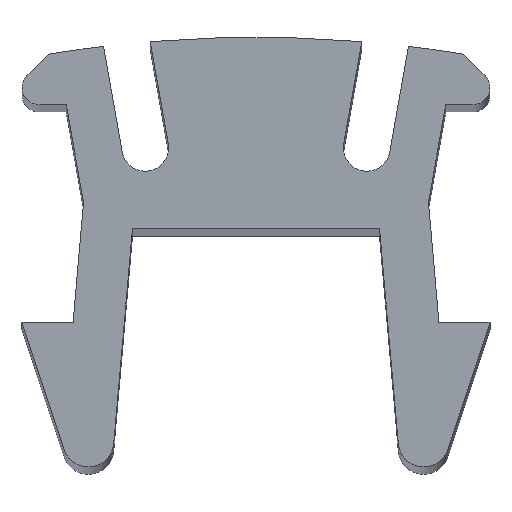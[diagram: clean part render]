
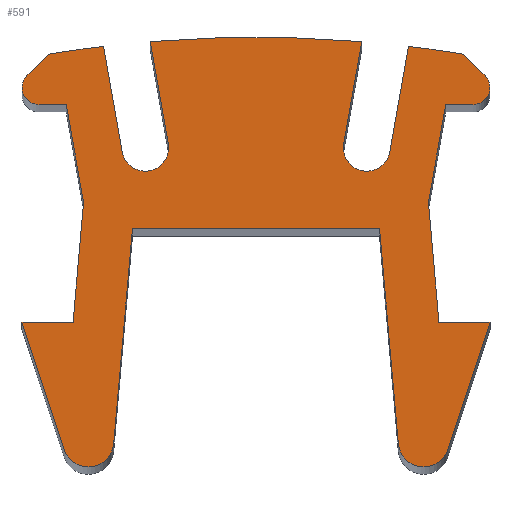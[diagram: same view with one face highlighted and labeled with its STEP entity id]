
A CAD part, top view. The second image highlights one B-rep face of the part: STEP entity #591.
In plain terms, the highlighted planar face has unit normal (0, 0, 1).
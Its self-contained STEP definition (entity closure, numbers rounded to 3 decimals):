
#16=CIRCLE('',#618,0.6);
#18=CIRCLE('',#626,0.4);
#20=CIRCLE('',#630,30.);
#22=CIRCLE('',#634,0.55);
#24=CIRCLE('',#638,30.);
#26=CIRCLE('',#642,0.55);
#28=CIRCLE('',#646,30.);
#30=CIRCLE('',#650,0.4);
#32=CIRCLE('',#658,0.6);
#70=FACE_OUTER_BOUND('',#100,.T.);
#100=EDGE_LOOP('',(#486,#487,#488,#489,#490,#491,#492,#493,#494,#495,#496,
#497,#498,#499,#500,#501,#502,#503,#504,#505,#506,#507,#508,#509,#510,#511,
#512,#513));
#104=LINE('',#833,#170);
#107=LINE('',#839,#173);
#110=LINE('',#845,#176);
#114=LINE('',#857,#180);
#117=LINE('',#863,#183);
#120=LINE('',#869,#186);
#123=LINE('',#875,#189);
#126=LINE('',#881,#192);
#130=LINE('',#893,#196);
#134=LINE('',#905,#200);
#138=LINE('',#917,#204);
#142=LINE('',#929,#208);
#146=LINE('',#941,#212);
#150=LINE('',#953,#216);
#154=LINE('',#965,#220);
#157=LINE('',#971,#223);
#160=LINE('',#977,#226);
#163=LINE('',#983,#229);
#166=LINE('',#989,#232);
#170=VECTOR('',#667,10.);
#173=VECTOR('',#672,10.);
#176=VECTOR('',#677,10.);
#180=VECTOR('',#689,10.);
#183=VECTOR('',#694,10.);
#186=VECTOR('',#699,10.);
#189=VECTOR('',#704,10.);
#192=VECTOR('',#709,10.);
#196=VECTOR('',#721,10.);
#200=VECTOR('',#733,10.);
#204=VECTOR('',#745,10.);
#208=VECTOR('',#757,10.);
#212=VECTOR('',#769,10.);
#216=VECTOR('',#781,10.);
#220=VECTOR('',#793,10.);
#223=VECTOR('',#798,10.);
#226=VECTOR('',#803,10.);
#229=VECTOR('',#808,10.);
#232=VECTOR('',#813,10.);
#236=VERTEX_POINT('',#830);
#237=VERTEX_POINT('',#832);
#239=VERTEX_POINT('',#838);
#241=VERTEX_POINT('',#844);
#243=VERTEX_POINT('',#850);
#245=VERTEX_POINT('',#856);
#247=VERTEX_POINT('',#862);
#249=VERTEX_POINT('',#868);
#251=VERTEX_POINT('',#874);
#253=VERTEX_POINT('',#880);
#255=VERTEX_POINT('',#886);
#257=VERTEX_POINT('',#892);
#259=VERTEX_POINT('',#898);
#261=VERTEX_POINT('',#904);
#263=VERTEX_POINT('',#910);
#265=VERTEX_POINT('',#916);
#267=VERTEX_POINT('',#922);
#269=VERTEX_POINT('',#928);
#271=VERTEX_POINT('',#934);
#273=VERTEX_POINT('',#940);
#275=VERTEX_POINT('',#946);
#277=VERTEX_POINT('',#952);
#279=VERTEX_POINT('',#958);
#281=VERTEX_POINT('',#964);
#283=VERTEX_POINT('',#970);
#285=VERTEX_POINT('',#976);
#287=VERTEX_POINT('',#982);
#289=VERTEX_POINT('',#988);
#292=EDGE_CURVE('',#237,#236,#104,.T.);
#295=EDGE_CURVE('',#239,#237,#107,.T.);
#298=EDGE_CURVE('',#241,#239,#110,.T.);
#301=EDGE_CURVE('',#243,#241,#16,.T.);
#304=EDGE_CURVE('',#245,#243,#114,.T.);
#307=EDGE_CURVE('',#247,#245,#117,.T.);
#310=EDGE_CURVE('',#249,#247,#120,.T.);
#313=EDGE_CURVE('',#251,#249,#123,.T.);
#316=EDGE_CURVE('',#253,#251,#126,.T.);
#319=EDGE_CURVE('',#255,#253,#18,.T.);
#322=EDGE_CURVE('',#257,#255,#130,.T.);
#325=EDGE_CURVE('',#259,#257,#20,.T.);
#328=EDGE_CURVE('',#261,#259,#134,.T.);
#331=EDGE_CURVE('',#263,#261,#22,.T.);
#334=EDGE_CURVE('',#265,#263,#138,.T.);
#337=EDGE_CURVE('',#267,#265,#24,.T.);
#340=EDGE_CURVE('',#269,#267,#142,.T.);
#343=EDGE_CURVE('',#271,#269,#26,.T.);
#346=EDGE_CURVE('',#273,#271,#146,.T.);
#349=EDGE_CURVE('',#275,#273,#28,.T.);
#352=EDGE_CURVE('',#277,#275,#150,.T.);
#355=EDGE_CURVE('',#279,#277,#30,.T.);
#358=EDGE_CURVE('',#281,#279,#154,.T.);
#361=EDGE_CURVE('',#283,#281,#157,.T.);
#364=EDGE_CURVE('',#285,#283,#160,.T.);
#367=EDGE_CURVE('',#287,#285,#163,.T.);
#370=EDGE_CURVE('',#289,#287,#166,.T.);
#373=EDGE_CURVE('',#236,#289,#32,.T.);
#486=ORIENTED_EDGE('',*,*,#373,.T.);
#487=ORIENTED_EDGE('',*,*,#370,.T.);
#488=ORIENTED_EDGE('',*,*,#367,.T.);
#489=ORIENTED_EDGE('',*,*,#364,.T.);
#490=ORIENTED_EDGE('',*,*,#361,.T.);
#491=ORIENTED_EDGE('',*,*,#358,.T.);
#492=ORIENTED_EDGE('',*,*,#355,.T.);
#493=ORIENTED_EDGE('',*,*,#352,.T.);
#494=ORIENTED_EDGE('',*,*,#349,.T.);
#495=ORIENTED_EDGE('',*,*,#346,.T.);
#496=ORIENTED_EDGE('',*,*,#343,.T.);
#497=ORIENTED_EDGE('',*,*,#340,.T.);
#498=ORIENTED_EDGE('',*,*,#337,.T.);
#499=ORIENTED_EDGE('',*,*,#334,.T.);
#500=ORIENTED_EDGE('',*,*,#331,.T.);
#501=ORIENTED_EDGE('',*,*,#328,.T.);
#502=ORIENTED_EDGE('',*,*,#325,.T.);
#503=ORIENTED_EDGE('',*,*,#322,.T.);
#504=ORIENTED_EDGE('',*,*,#319,.T.);
#505=ORIENTED_EDGE('',*,*,#316,.T.);
#506=ORIENTED_EDGE('',*,*,#313,.T.);
#507=ORIENTED_EDGE('',*,*,#310,.T.);
#508=ORIENTED_EDGE('',*,*,#307,.T.);
#509=ORIENTED_EDGE('',*,*,#304,.T.);
#510=ORIENTED_EDGE('',*,*,#301,.T.);
#511=ORIENTED_EDGE('',*,*,#298,.T.);
#512=ORIENTED_EDGE('',*,*,#295,.T.);
#513=ORIENTED_EDGE('',*,*,#292,.T.);
#561=PLANE('',#659);
#591=ADVANCED_FACE('',(#70),#561,.T.);
#618=AXIS2_PLACEMENT_3D('',#851,#683,#684);
#626=AXIS2_PLACEMENT_3D('',#887,#715,#716);
#630=AXIS2_PLACEMENT_3D('',#899,#727,#728);
#634=AXIS2_PLACEMENT_3D('',#911,#739,#740);
#638=AXIS2_PLACEMENT_3D('',#923,#751,#752);
#642=AXIS2_PLACEMENT_3D('',#935,#763,#764);
#646=AXIS2_PLACEMENT_3D('',#947,#775,#776);
#650=AXIS2_PLACEMENT_3D('',#959,#787,#788);
#658=AXIS2_PLACEMENT_3D('',#993,#819,#820);
#659=AXIS2_PLACEMENT_3D('',#994,#821,#822);
#667=DIRECTION('',(0.087,-0.996,0.));
#672=DIRECTION('',(1.,0.,0.));
#677=DIRECTION('',(0.087,0.996,0.));
#683=DIRECTION('center_axis',(0.,0.,1.));
#684=DIRECTION('ref_axis',(-0.949,-0.314,0.));
#689=DIRECTION('',(0.314,-0.949,0.));
#694=DIRECTION('',(-1.,0.,0.));
#699=DIRECTION('',(-0.087,-0.996,0.));
#704=DIRECTION('',(0.174,-0.985,0.));
#709=DIRECTION('',(1.,0.,0.));
#715=DIRECTION('center_axis',(0.,0.,1.));
#716=DIRECTION('ref_axis',(-0.707,0.707,0.));
#721=DIRECTION('',(-0.707,-0.707,0.));
#727=DIRECTION('center_axis',(0.,0.,1.));
#728=DIRECTION('ref_axis',(-0.119,0.993,0.));
#733=DIRECTION('',(-0.174,0.985,0.));
#739=DIRECTION('center_axis',(0.,0.,-1.));
#740=DIRECTION('ref_axis',(0.985,0.174,0.));
#745=DIRECTION('',(0.174,-0.985,0.));
#751=DIRECTION('center_axis',(0.,0.,1.));
#752=DIRECTION('ref_axis',(0.083,0.997,0.));
#757=DIRECTION('',(0.174,0.985,0.));
#763=DIRECTION('center_axis',(0.,0.,-1.));
#764=DIRECTION('ref_axis',(0.985,-0.174,0.));
#769=DIRECTION('',(-0.174,-0.985,0.));
#775=DIRECTION('center_axis',(0.,0.,1.));
#776=DIRECTION('ref_axis',(0.163,0.987,0.));
#781=DIRECTION('',(-0.707,0.707,0.));
#787=DIRECTION('center_axis',(0.,0.,1.));
#788=DIRECTION('ref_axis',(0.,-1.,0.));
#793=DIRECTION('',(1.,0.,0.));
#798=DIRECTION('',(0.174,0.985,0.));
#803=DIRECTION('',(-0.087,0.996,0.));
#808=DIRECTION('',(-1.,0.,0.));
#813=DIRECTION('',(0.314,0.949,0.));
#819=DIRECTION('center_axis',(0.,0.,1.));
#820=DIRECTION('ref_axis',(-0.996,-0.087,0.));
#821=DIRECTION('center_axis',(0.,0.,1.));
#822=DIRECTION('ref_axis',(1.,0.,0.));
#830=CARTESIAN_POINT('',(3.345,-5.052,100.));
#832=CARTESIAN_POINT('',(2.903,0.,100.));
#833=CARTESIAN_POINT('',(2.903,0.,100.));
#838=CARTESIAN_POINT('',(-2.903,0.,100.));
#839=CARTESIAN_POINT('',(-2.903,0.,100.));
#844=CARTESIAN_POINT('',(-3.345,-5.052,100.));
#845=CARTESIAN_POINT('',(-3.345,-5.052,100.));
#850=CARTESIAN_POINT('',(-4.512,-5.188,100.));
#851=CARTESIAN_POINT('Origin',(-3.943,-5.,100.));
#856=CARTESIAN_POINT('',(-5.5,-2.2,100.));
#857=CARTESIAN_POINT('',(-5.5,-2.2,100.));
#862=CARTESIAN_POINT('',(-4.3,-2.2,100.));
#863=CARTESIAN_POINT('',(-4.3,-2.2,100.));
#868=CARTESIAN_POINT('',(-4.054,0.617,100.));
#869=CARTESIAN_POINT('',(-4.054,0.617,100.));
#874=CARTESIAN_POINT('',(-4.459,2.917,100.));
#875=CARTESIAN_POINT('',(-4.459,2.917,100.));
#880=CARTESIAN_POINT('',(-5.1,2.917,100.));
#881=CARTESIAN_POINT('',(-5.1,2.917,100.));
#886=CARTESIAN_POINT('',(-5.383,3.6,100.));
#887=CARTESIAN_POINT('Origin',(-5.1,3.317,100.));
#892=CARTESIAN_POINT('',(-4.883,4.1,100.));
#893=CARTESIAN_POINT('',(-4.883,4.1,100.));
#898=CARTESIAN_POINT('',(-3.583,4.285,100.));
#899=CARTESIAN_POINT('Origin',(0.,-25.5,100.));
#904=CARTESIAN_POINT('',(-3.146,1.804,100.));
#905=CARTESIAN_POINT('',(-3.146,1.804,100.));
#910=CARTESIAN_POINT('',(-2.063,1.996,100.));
#911=CARTESIAN_POINT('Origin',(-2.604,1.9,100.));
#916=CARTESIAN_POINT('',(-2.486,4.397,100.));
#917=CARTESIAN_POINT('',(-2.486,4.397,100.));
#922=CARTESIAN_POINT('',(2.486,4.397,100.));
#923=CARTESIAN_POINT('Origin',(0.,-25.5,100.));
#928=CARTESIAN_POINT('',(2.063,1.996,100.));
#929=CARTESIAN_POINT('',(2.063,1.996,100.));
#934=CARTESIAN_POINT('',(3.146,1.804,100.));
#935=CARTESIAN_POINT('Origin',(2.604,1.9,100.));
#940=CARTESIAN_POINT('',(3.583,4.285,100.));
#941=CARTESIAN_POINT('',(3.583,4.285,100.));
#946=CARTESIAN_POINT('',(4.883,4.1,100.));
#947=CARTESIAN_POINT('Origin',(0.,-25.5,100.));
#952=CARTESIAN_POINT('',(5.383,3.6,100.));
#953=CARTESIAN_POINT('',(5.383,3.6,100.));
#958=CARTESIAN_POINT('',(5.1,2.917,100.));
#959=CARTESIAN_POINT('Origin',(5.1,3.317,100.));
#964=CARTESIAN_POINT('',(4.459,2.917,100.));
#965=CARTESIAN_POINT('',(4.459,2.917,100.));
#970=CARTESIAN_POINT('',(4.054,0.617,100.));
#971=CARTESIAN_POINT('',(4.054,0.617,100.));
#976=CARTESIAN_POINT('',(4.3,-2.2,100.));
#977=CARTESIAN_POINT('',(4.3,-2.2,100.));
#982=CARTESIAN_POINT('',(5.5,-2.2,100.));
#983=CARTESIAN_POINT('',(5.5,-2.2,100.));
#988=CARTESIAN_POINT('',(4.512,-5.188,100.));
#989=CARTESIAN_POINT('',(4.512,-5.188,100.));
#993=CARTESIAN_POINT('Origin',(3.943,-5.,100.));
#994=CARTESIAN_POINT('Origin',(0.,0.165,100.));
